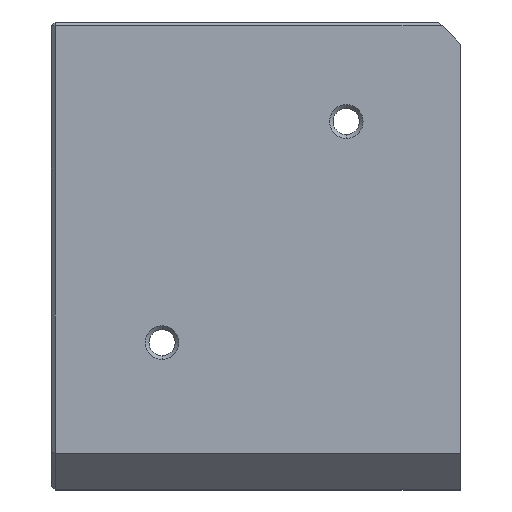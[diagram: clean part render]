
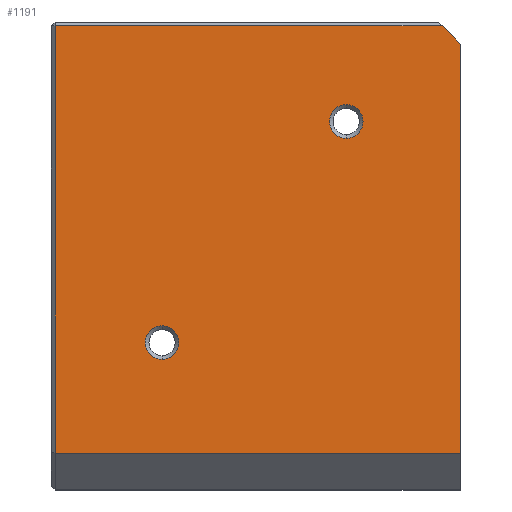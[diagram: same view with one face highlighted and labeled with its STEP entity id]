
A CAD part, left-side view. The second image highlights one B-rep face of the part: STEP entity #1191.
In plain terms, the highlighted planar face has unit normal (-1, 0, 0).
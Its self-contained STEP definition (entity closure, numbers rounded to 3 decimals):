
#89 = CARTESIAN_POINT ( 'NONE',  ( 54.5, 5.5, -32. ) ) ;
#92 = DIRECTION ( 'NONE',  ( 1., 0., 0. ) ) ;
#126 = CARTESIAN_POINT ( 'NONE',  ( 54.5, -9.5, -19.275 ) ) ;
#217 = LINE ( 'NONE', #4020, #2316 ) ;
#361 = CIRCLE ( 'NONE', #4827, 2.275 ) ;
#524 = LINE ( 'NONE', #89, #4556 ) ;
#547 = CARTESIAN_POINT ( 'NONE',  ( 54.5, -9.5, -14.725 ) ) ;
#567 = VECTOR ( 'NONE', #5063, 1000. ) ;
#778 = ORIENTED_EDGE ( 'NONE', *, *, #2592, .F. ) ;
#780 = EDGE_CURVE ( 'NONE', #1975, #3278, #4271, .T. ) ;
#812 = LINE ( 'NONE', #1812, #5086 ) ;
#930 = VERTEX_POINT ( 'NONE', #3178 ) ;
#982 = CARTESIAN_POINT ( 'NONE',  ( 54.5, -34.5, 15.275 ) ) ;
#1176 = EDGE_CURVE ( 'NONE', #3278, #930, #4012, .T. ) ;
#1191 = ADVANCED_FACE ( 'NONE', ( #4784, #3883, #1823 ), #2591, .F. ) ;
#1205 = VERTEX_POINT ( 'NONE', #126 ) ;
#1262 = AXIS2_PLACEMENT_3D ( 'NONE', #3347, #92, #3415 ) ;
#1267 = VERTEX_POINT ( 'NONE', #4734 ) ;
#1353 = CARTESIAN_POINT ( 'NONE',  ( 54.5, 5., 26. ) ) ;
#1568 = CARTESIAN_POINT ( 'NONE',  ( 54.5, -9.5, -17. ) ) ;
#1647 = CARTESIAN_POINT ( 'NONE',  ( 54.5, -34.5, 13. ) ) ;
#1690 = CIRCLE ( 'NONE', #3901, 2.275 ) ;
#1705 = CARTESIAN_POINT ( 'NONE',  ( 54.5, 5., 26.5 ) ) ;
#1812 = CARTESIAN_POINT ( 'NONE',  ( 54.5, -50., 23.5 ) ) ;
#1823 = FACE_OUTER_BOUND ( 'NONE', #4768, .T. ) ;
#1860 = CIRCLE ( 'NONE', #3610, 2.275 ) ;
#1909 = ORIENTED_EDGE ( 'NONE', *, *, #1176, .F. ) ;
#1975 = VERTEX_POINT ( 'NONE', #3255 ) ;
#2056 = DIRECTION ( 'NONE',  ( -1., 0., 0. ) ) ;
#2305 = CIRCLE ( 'NONE', #4642, 2.275 ) ;
#2316 = VECTOR ( 'NONE', #3656, 1000. ) ;
#2326 = VERTEX_POINT ( 'NONE', #2674 ) ;
#2399 = EDGE_CURVE ( 'NONE', #4812, #5032, #361, .T. ) ;
#2435 = EDGE_LOOP ( 'NONE', ( #5202, #4552 ) ) ;
#2462 = DIRECTION ( 'NONE',  ( 0., 0., 1. ) ) ;
#2498 = ORIENTED_EDGE ( 'NONE', *, *, #3892, .F. ) ;
#2591 = PLANE ( 'NONE',  #1262 ) ;
#2592 = EDGE_CURVE ( 'NONE', #5032, #4812, #1690, .T. ) ;
#2674 = CARTESIAN_POINT ( 'NONE',  ( 54.5, -50., 23.5 ) ) ;
#2740 = ORIENTED_EDGE ( 'NONE', *, *, #2948, .T. ) ;
#2948 = EDGE_CURVE ( 'NONE', #1267, #2326, #217, .T. ) ;
#2974 = ORIENTED_EDGE ( 'NONE', *, *, #780, .F. ) ;
#3178 = CARTESIAN_POINT ( 'NONE',  ( 54.5, -47.5, 26. ) ) ;
#3255 = CARTESIAN_POINT ( 'NONE',  ( 54.5, 5., -32. ) ) ;
#3278 = VERTEX_POINT ( 'NONE', #1353 ) ;
#3336 = ORIENTED_EDGE ( 'NONE', *, *, #5273, .F. ) ;
#3347 = CARTESIAN_POINT ( 'NONE',  ( 54.5, 5.5, -37. ) ) ;
#3411 = DIRECTION ( 'NONE',  ( 0., 1., 0. ) ) ;
#3415 = DIRECTION ( 'NONE',  ( 0., 0., 1. ) ) ;
#3420 = VECTOR ( 'NONE', #4182, 1000. ) ;
#3469 = EDGE_LOOP ( 'NONE', ( #778, #3634 ) ) ;
#3503 = DIRECTION ( 'NONE',  ( 0., 0., 1. ) ) ;
#3580 = DIRECTION ( 'NONE',  ( 0., 0., 1. ) ) ;
#3610 = AXIS2_PLACEMENT_3D ( 'NONE', #1568, #4440, #3580 ) ;
#3634 = ORIENTED_EDGE ( 'NONE', *, *, #2399, .F. ) ;
#3656 = DIRECTION ( 'NONE',  ( 0., 0., 1. ) ) ;
#3855 = VERTEX_POINT ( 'NONE', #547 ) ;
#3883 = FACE_BOUND ( 'NONE', #3469, .T. ) ;
#3892 = EDGE_CURVE ( 'NONE', #930, #2326, #812, .T. ) ;
#3901 = AXIS2_PLACEMENT_3D ( 'NONE', #1647, #2056, #2462 ) ;
#4012 = LINE ( 'NONE', #4990, #3420 ) ;
#4020 = CARTESIAN_POINT ( 'NONE',  ( 54.5, -50., -37. ) ) ;
#4040 = DIRECTION ( 'NONE',  ( -1., 0., 0. ) ) ;
#4182 = DIRECTION ( 'NONE',  ( 0., -1., 0. ) ) ;
#4271 = LINE ( 'NONE', #1705, #567 ) ;
#4395 = EDGE_CURVE ( 'NONE', #1205, #3855, #1860, .T. ) ;
#4440 = DIRECTION ( 'NONE',  ( -1., 0., 0. ) ) ;
#4514 = CARTESIAN_POINT ( 'NONE',  ( 54.5, -34.5, 10.725 ) ) ;
#4552 = ORIENTED_EDGE ( 'NONE', *, *, #4783, .F. ) ;
#4556 = VECTOR ( 'NONE', #3411, 1000. ) ;
#4642 = AXIS2_PLACEMENT_3D ( 'NONE', #5114, #5127, #3503 ) ;
#4686 = DIRECTION ( 'NONE',  ( 0., -0.707, -0.707 ) ) ;
#4734 = CARTESIAN_POINT ( 'NONE',  ( 54.5, -50., -32. ) ) ;
#4768 = EDGE_LOOP ( 'NONE', ( #2974, #3336, #2740, #2498, #1909 ) ) ;
#4783 = EDGE_CURVE ( 'NONE', #3855, #1205, #2305, .T. ) ;
#4784 = FACE_BOUND ( 'NONE', #2435, .T. ) ;
#4812 = VERTEX_POINT ( 'NONE', #982 ) ;
#4827 = AXIS2_PLACEMENT_3D ( 'NONE', #4856, #4040, #4832 ) ;
#4832 = DIRECTION ( 'NONE',  ( 0., 0., 1. ) ) ;
#4856 = CARTESIAN_POINT ( 'NONE',  ( 54.5, -34.5, 13. ) ) ;
#4990 = CARTESIAN_POINT ( 'NONE',  ( 54.5, 5.5, 26. ) ) ;
#5032 = VERTEX_POINT ( 'NONE', #4514 ) ;
#5063 = DIRECTION ( 'NONE',  ( 0., 0., 1. ) ) ;
#5086 = VECTOR ( 'NONE', #4686, 1000. ) ;
#5114 = CARTESIAN_POINT ( 'NONE',  ( 54.5, -9.5, -17. ) ) ;
#5127 = DIRECTION ( 'NONE',  ( -1., 0., 0. ) ) ;
#5202 = ORIENTED_EDGE ( 'NONE', *, *, #4395, .F. ) ;
#5273 = EDGE_CURVE ( 'NONE', #1267, #1975, #524, .T. ) ;
